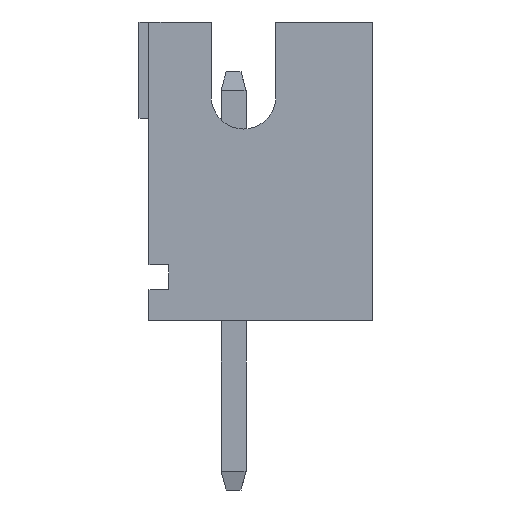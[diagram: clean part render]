
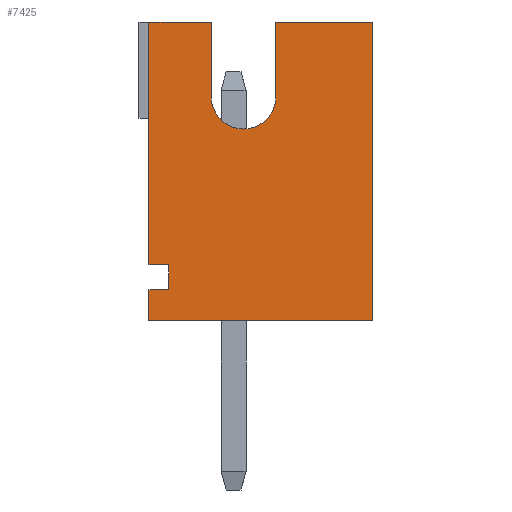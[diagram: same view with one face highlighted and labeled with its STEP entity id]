
A CAD part, left-side view. The second image highlights one B-rep face of the part: STEP entity #7425.
In plain terms, the highlighted planar face has unit normal (-1, 0, 0).
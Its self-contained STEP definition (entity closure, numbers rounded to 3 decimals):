
#19=CIRCLE('',#7814,0.65);
#282=FACE_OUTER_BOUND('',#706,.T.);
#706=EDGE_LOOP('',(#5721,#5722,#5723,#5724,#5725,#5726,#5727,#5728,#5729,
#5730,#5731,#5732));
#1137=LINE('',#10310,#2118);
#1193=LINE('',#10426,#2174);
#1460=LINE('',#10960,#2441);
#1496=LINE('',#11034,#2477);
#1497=LINE('',#11037,#2478);
#1513=LINE('',#11068,#2494);
#1515=LINE('',#11073,#2496);
#1522=LINE('',#11089,#2503);
#1524=LINE('',#11092,#2505);
#1526=LINE('',#11096,#2507);
#1563=LINE('',#11171,#2544);
#2118=VECTOR('',#8457,6.);
#2174=VECTOR('',#8529,4.875);
#2441=VECTOR('',#8962,1.25);
#2477=VECTOR('',#9032,1.95);
#2478=VECTOR('',#9035,4.5);
#2494=VECTOR('',#9069,1.5);
#2496=VECTOR('',#9073,1.5);
#2503=VECTOR('',#9094,0.5);
#2505=VECTOR('',#9098,0.4);
#2507=VECTOR('',#9102,0.4);
#2544=VECTOR('',#9143,0.625);
#3013=VERTEX_POINT('',#10307);
#3014=VERTEX_POINT('',#10309);
#3065=VERTEX_POINT('',#10423);
#3066=VERTEX_POINT('',#10425);
#3250=VERTEX_POINT('',#10959);
#3271=VERTEX_POINT('',#11032);
#3272=VERTEX_POINT('',#11036);
#3278=VERTEX_POINT('',#11066);
#3280=VERTEX_POINT('',#11072);
#3281=VERTEX_POINT('',#11086);
#3282=VERTEX_POINT('',#11088);
#3283=VERTEX_POINT('',#11094);
#3732=EDGE_CURVE('',#3014,#3013,#1137,.T.);
#3788=EDGE_CURVE('',#3065,#3066,#1193,.T.);
#4055=EDGE_CURVE('',#3066,#3250,#1460,.T.);
#4093=EDGE_CURVE('',#3271,#3013,#1496,.T.);
#4094=EDGE_CURVE('',#3272,#3014,#1497,.T.);
#4110=EDGE_CURVE('',#3271,#3278,#1513,.T.);
#4112=EDGE_CURVE('',#3280,#3250,#1515,.T.);
#4115=EDGE_CURVE('',#3278,#3280,#19,.T.);
#4121=EDGE_CURVE('',#3282,#3281,#1522,.T.);
#4123=EDGE_CURVE('',#3065,#3282,#1524,.T.);
#4125=EDGE_CURVE('',#3281,#3283,#1526,.T.);
#4162=EDGE_CURVE('',#3272,#3283,#1563,.T.);
#5721=ORIENTED_EDGE('',*,*,#4112,.T.);
#5722=ORIENTED_EDGE('',*,*,#4055,.F.);
#5723=ORIENTED_EDGE('',*,*,#3788,.F.);
#5724=ORIENTED_EDGE('',*,*,#4123,.T.);
#5725=ORIENTED_EDGE('',*,*,#4121,.T.);
#5726=ORIENTED_EDGE('',*,*,#4125,.T.);
#5727=ORIENTED_EDGE('',*,*,#4162,.F.);
#5728=ORIENTED_EDGE('',*,*,#4094,.T.);
#5729=ORIENTED_EDGE('',*,*,#3732,.T.);
#5730=ORIENTED_EDGE('',*,*,#4093,.F.);
#5731=ORIENTED_EDGE('',*,*,#4110,.T.);
#5732=ORIENTED_EDGE('',*,*,#4115,.T.);
#6646=PLANE('',#7822);
#7425=ADVANCED_FACE('',(#282),#6646,.T.);
#7814=AXIS2_PLACEMENT_3D('',#11077,#9079,#9080);
#7822=AXIS2_PLACEMENT_3D('',#11170,#9141,#9142);
#8457=DIRECTION('',(0.,0.,1.));
#8529=DIRECTION('',(0.,0.,1.));
#8962=DIRECTION('',(0.,-1.,0.));
#9032=DIRECTION('',(0.,-1.,0.));
#9035=DIRECTION('',(0.,-1.,0.));
#9069=DIRECTION('',(0.,0.,-1.));
#9073=DIRECTION('',(0.,0.,1.));
#9079=DIRECTION('center_axis',(1.,0.,0.));
#9080=DIRECTION('ref_axis',(0.,-1.,0.));
#9094=DIRECTION('',(0.,0.,-1.));
#9098=DIRECTION('',(0.,-1.,0.));
#9102=DIRECTION('',(0.,1.,0.));
#9141=DIRECTION('center_axis',(-1.,0.,0.));
#9142=DIRECTION('ref_axis',(0.,-1.,0.));
#9143=DIRECTION('',(0.,0.,1.));
#10307=CARTESIAN_POINT('',(-9.95,-2.8,6.));
#10309=CARTESIAN_POINT('',(-9.95,-2.8,0.));
#10310=CARTESIAN_POINT('',(-9.95,-2.8,0.225));
#10423=CARTESIAN_POINT('',(-9.95,1.7,1.125));
#10425=CARTESIAN_POINT('',(-9.95,1.7,6.));
#10426=CARTESIAN_POINT('',(-9.95,1.7,0.3));
#10959=CARTESIAN_POINT('',(-9.95,0.45,6.));
#10960=CARTESIAN_POINT('',(-9.95,1.7,6.));
#11032=CARTESIAN_POINT('',(-9.95,-0.85,6.));
#11034=CARTESIAN_POINT('',(-9.95,1.7,6.));
#11036=CARTESIAN_POINT('',(-9.95,1.7,0.));
#11037=CARTESIAN_POINT('',(-9.95,1.7,0.));
#11066=CARTESIAN_POINT('',(-9.95,-0.85,4.5));
#11068=CARTESIAN_POINT('',(-9.95,-0.85,3.15));
#11072=CARTESIAN_POINT('',(-9.95,0.45,4.5));
#11073=CARTESIAN_POINT('',(-9.95,0.45,2.4));
#11077=CARTESIAN_POINT('Origin',(-9.95,-0.2,4.5));
#11086=CARTESIAN_POINT('',(-9.95,1.3,0.625));
#11088=CARTESIAN_POINT('',(-9.95,1.3,1.125));
#11089=CARTESIAN_POINT('',(-9.95,1.3,0.713));
#11092=CARTESIAN_POINT('',(-9.95,1.7,1.125));
#11094=CARTESIAN_POINT('',(-9.95,1.7,0.625));
#11096=CARTESIAN_POINT('',(-9.95,1.5,0.625));
#11170=CARTESIAN_POINT('Origin',(-9.95,1.7,0.3));
#11171=CARTESIAN_POINT('',(-9.95,1.7,0.));
